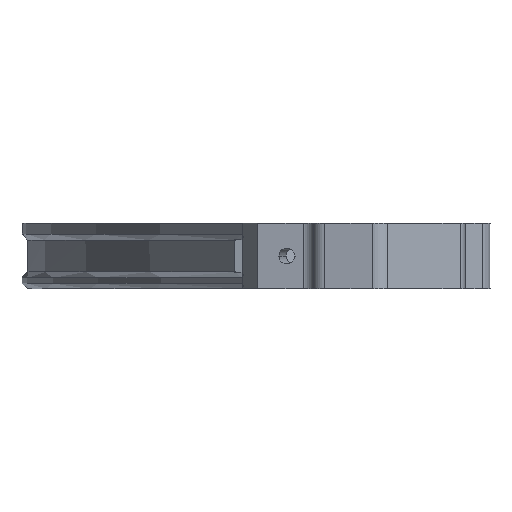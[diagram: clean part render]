
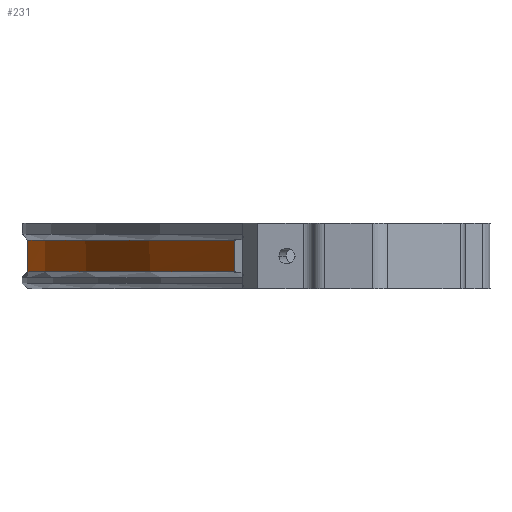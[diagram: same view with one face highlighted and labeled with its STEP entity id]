
A CAD part, front view. The second image highlights one B-rep face of the part: STEP entity #231.
In plain terms, the highlighted cylindrical face has radius 178.9 mm (diameter 357.8 mm), a partial arc.
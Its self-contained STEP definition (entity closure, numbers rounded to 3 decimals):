
#31 = ORIENTED_EDGE ( 'NONE', *, *, #2318, .T. ) ;
#132 = CARTESIAN_POINT ( 'NONE',  ( 0., -3.513, 4.316 ) ) ;
#231 = ADVANCED_FACE ( 'NONE', ( #1883 ), #1106, .T. ) ;
#331 = AXIS2_PLACEMENT_3D ( 'NONE', #4281, #2694, #638 ) ;
#334 = CARTESIAN_POINT ( 'NONE',  ( -130.741, 118.601, -3.584 ) ) ;
#363 = AXIS2_PLACEMENT_3D ( 'NONE', #132, #3289, #4857 ) ;
#432 = LINE ( 'NONE', #334, #3252 ) ;
#459 = DIRECTION ( 'NONE',  ( 0., 1., 0. ) ) ;
#571 = ORIENTED_EDGE ( 'NONE', *, *, #574, .T. ) ;
#574 = EDGE_CURVE ( 'NONE', #2729, #4421, #1067, .T. ) ;
#638 = DIRECTION ( 'NONE',  ( 0., 1., 0. ) ) ;
#850 = CIRCLE ( 'NONE', #3501, 178.9 ) ;
#880 = VERTEX_POINT ( 'NONE', #1497 ) ;
#989 = EDGE_CURVE ( 'NONE', #4608, #880, #1967, .T. ) ;
#1043 = ORIENTED_EDGE ( 'NONE', *, *, #4532, .F. ) ;
#1067 = CIRCLE ( 'NONE', #2559, 178.9 ) ;
#1106 = CYLINDRICAL_SURFACE ( 'NONE', #331, 178.9 ) ;
#1242 = DIRECTION ( 'NONE',  ( 0., 1., 0. ) ) ;
#1332 = ORIENTED_EDGE ( 'NONE', *, *, #4660, .F. ) ;
#1497 = CARTESIAN_POINT ( 'NONE',  ( -141.177, -113.396, -1.484 ) ) ;
#1602 = VERTEX_POINT ( 'NONE', #4922 ) ;
#1883 = FACE_OUTER_BOUND ( 'NONE', #2629, .T. ) ;
#1967 = LINE ( 'NONE', #4364, #2414 ) ;
#2080 = DIRECTION ( 'NONE',  ( 0., 0., 1. ) ) ;
#2318 = EDGE_CURVE ( 'NONE', #4608, #5060, #3514, .T. ) ;
#2414 = VECTOR ( 'NONE', #2460, 1000. ) ;
#2460 = DIRECTION ( 'NONE',  ( 0., 0., -1. ) ) ;
#2559 = AXIS2_PLACEMENT_3D ( 'NONE', #3633, #2080, #1242 ) ;
#2629 = EDGE_LOOP ( 'NONE', ( #1332, #4880, #31, #3091, #571, #1043 ) ) ;
#2647 = EDGE_CURVE ( 'NONE', #2729, #5060, #3149, .T. ) ;
#2694 = DIRECTION ( 'NONE',  ( 0., 0., -1. ) ) ;
#2729 = VERTEX_POINT ( 'NONE', #2785 ) ;
#2785 = CARTESIAN_POINT ( 'NONE',  ( -108.454, 138.764, 1.416 ) ) ;
#2813 = CARTESIAN_POINT ( 'NONE',  ( -108.454, 138.764, 4.316 ) ) ;
#2954 = CARTESIAN_POINT ( 'NONE',  ( 0., -3.513, -1.484 ) ) ;
#3091 = ORIENTED_EDGE ( 'NONE', *, *, #2647, .F. ) ;
#3149 = LINE ( 'NONE', #4716, #5070 ) ;
#3252 = VECTOR ( 'NONE', #3912, 1000. ) ;
#3289 = DIRECTION ( 'NONE',  ( 0., 0., -1. ) ) ;
#3501 = AXIS2_PLACEMENT_3D ( 'NONE', #2954, #4014, #459 ) ;
#3514 = CIRCLE ( 'NONE', #363, 178.9 ) ;
#3633 = CARTESIAN_POINT ( 'NONE',  ( 0., -3.513, 1.416 ) ) ;
#3912 = DIRECTION ( 'NONE',  ( 0., 0., 1. ) ) ;
#4014 = DIRECTION ( 'NONE',  ( 0., 0., -1. ) ) ;
#4281 = CARTESIAN_POINT ( 'NONE',  ( 0., -3.513, -3.584 ) ) ;
#4356 = DIRECTION ( 'NONE',  ( 0., 0., 1. ) ) ;
#4364 = CARTESIAN_POINT ( 'NONE',  ( -141.177, -113.396, 4.366 ) ) ;
#4421 = VERTEX_POINT ( 'NONE', #4807 ) ;
#4503 = CARTESIAN_POINT ( 'NONE',  ( -141.177, -113.396, 4.316 ) ) ;
#4532 = EDGE_CURVE ( 'NONE', #1602, #4421, #432, .T. ) ;
#4608 = VERTEX_POINT ( 'NONE', #4503 ) ;
#4660 = EDGE_CURVE ( 'NONE', #880, #1602, #850, .T. ) ;
#4716 = CARTESIAN_POINT ( 'NONE',  ( -108.454, 138.764, -3.584 ) ) ;
#4807 = CARTESIAN_POINT ( 'NONE',  ( -130.741, 118.601, 1.416 ) ) ;
#4857 = DIRECTION ( 'NONE',  ( 0., 1., 0. ) ) ;
#4880 = ORIENTED_EDGE ( 'NONE', *, *, #989, .F. ) ;
#4922 = CARTESIAN_POINT ( 'NONE',  ( -130.741, 118.601, -1.484 ) ) ;
#5060 = VERTEX_POINT ( 'NONE', #2813 ) ;
#5070 = VECTOR ( 'NONE', #4356, 1000. ) ;
